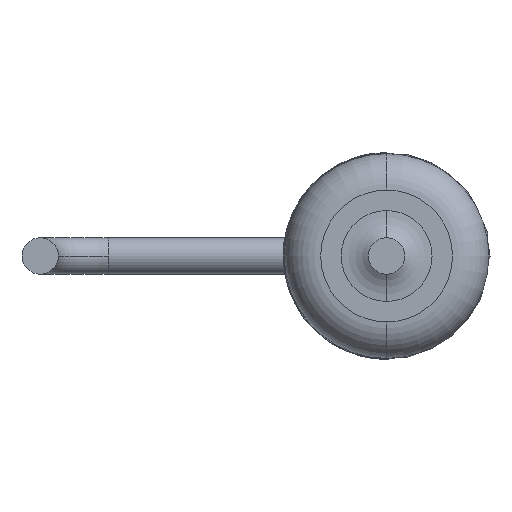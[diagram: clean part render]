
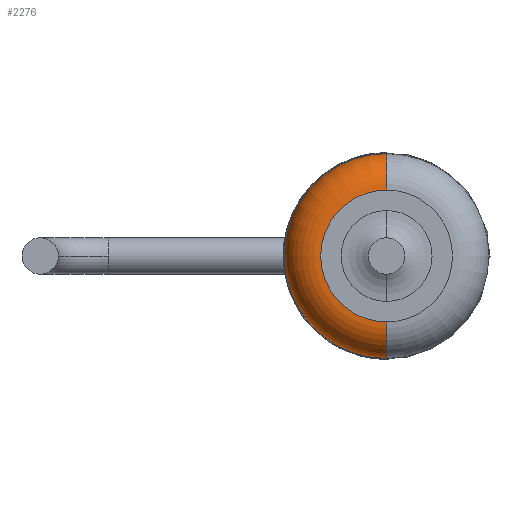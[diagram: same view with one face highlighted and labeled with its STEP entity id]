
A CAD part, front view. The second image highlights one B-rep face of the part: STEP entity #2276.
In plain terms, the highlighted toroidal (fillet/blend) face has major radius 1.45 mm and minor radius 0.8 mm.
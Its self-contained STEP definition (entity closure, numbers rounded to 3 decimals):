
#130 = CIRCLE ( 'NONE', #210, 2.25 ) ;
#153 = CARTESIAN_POINT ( 'NONE',  ( 0., -4.7, -1.45 ) ) ;
#210 = AXIS2_PLACEMENT_3D ( 'NONE', #660, #649, #260 ) ;
#241 = DIRECTION ( 'NONE',  ( 0., 0., 1. ) ) ;
#260 = DIRECTION ( 'NONE',  ( 0., 0., 1. ) ) ;
#268 = FACE_OUTER_BOUND ( 'NONE', #2120, .T. ) ;
#425 = VERTEX_POINT ( 'NONE', #2430 ) ;
#485 = AXIS2_PLACEMENT_3D ( 'NONE', #2123, #1074, #241 ) ;
#527 = VERTEX_POINT ( 'NONE', #2629 ) ;
#563 = DIRECTION ( 'NONE',  ( 0., 0., 1. ) ) ;
#575 = CARTESIAN_POINT ( 'NONE',  ( 0., -5.5, 0. ) ) ;
#647 = DIRECTION ( 'NONE',  ( -1., 0., 0. ) ) ;
#649 = DIRECTION ( 'NONE',  ( 0., 1., 0. ) ) ;
#660 = CARTESIAN_POINT ( 'NONE',  ( 0., -4.7, 0. ) ) ;
#661 = ORIENTED_EDGE ( 'NONE', *, *, #2049, .T. ) ;
#730 = VERTEX_POINT ( 'NONE', #1459 ) ;
#791 = CARTESIAN_POINT ( 'NONE',  ( 0., -5.5, 1.45 ) ) ;
#834 = DIRECTION ( 'NONE',  ( 0., 0., -1. ) ) ;
#973 = EDGE_CURVE ( 'NONE', #527, #730, #2305, .T. ) ;
#999 = EDGE_CURVE ( 'NONE', #730, #425, #130, .T. ) ;
#1008 = AXIS2_PLACEMENT_3D ( 'NONE', #153, #1413, #834 ) ;
#1046 = ORIENTED_EDGE ( 'NONE', *, *, #999, .F. ) ;
#1074 = DIRECTION ( 'NONE',  ( 0., 1., 0. ) ) ;
#1117 = TOROIDAL_SURFACE ( 'NONE', #485, 1.45, 0.8 ) ;
#1149 = DIRECTION ( 'NONE',  ( 0., -1., 0. ) ) ;
#1276 = CARTESIAN_POINT ( 'NONE',  ( 0., -4.7, 1.45 ) ) ;
#1294 = CIRCLE ( 'NONE', #1808, 1.45 ) ;
#1413 = DIRECTION ( 'NONE',  ( 1., 0., 0. ) ) ;
#1459 = CARTESIAN_POINT ( 'NONE',  ( 0., -4.7, -2.25 ) ) ;
#1594 = EDGE_CURVE ( 'NONE', #1978, #527, #1294, .T. ) ;
#1618 = CIRCLE ( 'NONE', #1712, 0.8 ) ;
#1647 = ORIENTED_EDGE ( 'NONE', *, *, #973, .F. ) ;
#1712 = AXIS2_PLACEMENT_3D ( 'NONE', #1276, #647, #2073 ) ;
#1808 = AXIS2_PLACEMENT_3D ( 'NONE', #575, #1149, #563 ) ;
#1978 = VERTEX_POINT ( 'NONE', #791 ) ;
#2049 = EDGE_CURVE ( 'NONE', #1978, #425, #1618, .T. ) ;
#2073 = DIRECTION ( 'NONE',  ( 0., 0., 1. ) ) ;
#2120 = EDGE_LOOP ( 'NONE', ( #1647, #2615, #661, #1046 ) ) ;
#2123 = CARTESIAN_POINT ( 'NONE',  ( 0., -4.7, 0. ) ) ;
#2276 = ADVANCED_FACE ( 'NONE', ( #268 ), #1117, .T. ) ;
#2305 = CIRCLE ( 'NONE', #1008, 0.8 ) ;
#2430 = CARTESIAN_POINT ( 'NONE',  ( 0., -4.7, 2.25 ) ) ;
#2615 = ORIENTED_EDGE ( 'NONE', *, *, #1594, .F. ) ;
#2629 = CARTESIAN_POINT ( 'NONE',  ( 0., -5.5, -1.45 ) ) ;
